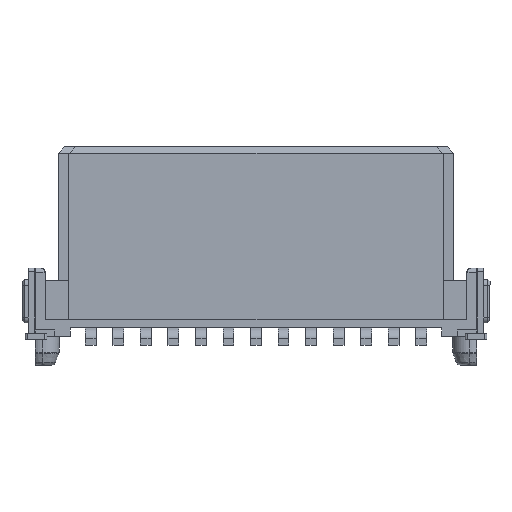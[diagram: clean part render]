
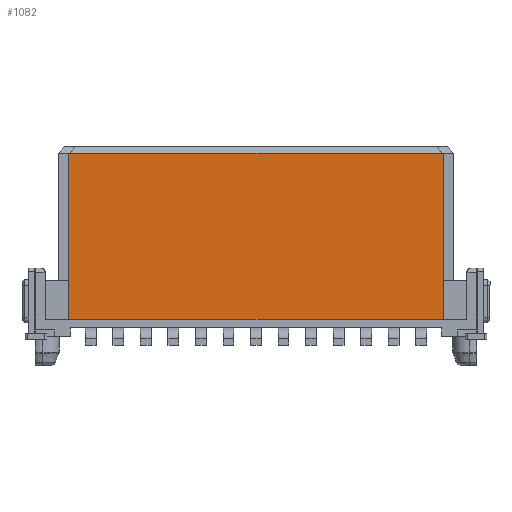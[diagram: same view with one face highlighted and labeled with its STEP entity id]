
A CAD part, front view. The second image highlights one B-rep face of the part: STEP entity #1082.
In plain terms, the highlighted planar face has unit normal (0, -1, 0).
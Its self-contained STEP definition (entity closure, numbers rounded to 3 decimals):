
#1055=AXIS2_PLACEMENT_3D('Plane Axis2P3D',#1052,#1053,#1054) ;
#49=CARTESIAN_POINT('Vertex',(2.165,2.175,9.777)) ;
#52=CARTESIAN_POINT('Line Origine',(10.795,2.175,9.777)) ;
#56=CARTESIAN_POINT('Vertex',(19.425,2.175,9.777)) ;
#1052=CARTESIAN_POINT('Axis2P3D Location',(19.525,2.175,2.027)) ;
#1057=CARTESIAN_POINT('Line Origine',(10.795,2.175,2.127)) ;
#1061=CARTESIAN_POINT('Vertex',(2.165,2.175,2.127)) ;
#1063=CARTESIAN_POINT('Vertex',(19.425,2.175,2.127)) ;
#1066=CARTESIAN_POINT('Line Origine',(19.425,2.175,5.952)) ;
#1071=CARTESIAN_POINT('Line Origine',(2.165,2.175,5.952)) ;
#53=DIRECTION('Vector Direction',(-1.,0.,0.)) ;
#1053=DIRECTION('Axis2P3D Direction',(0.,-1.,0.)) ;
#1054=DIRECTION('Axis2P3D XDirection',(0.,0.,1.)) ;
#1058=DIRECTION('Vector Direction',(1.,0.,0.)) ;
#1067=DIRECTION('Vector Direction',(0.,0.,1.)) ;
#1072=DIRECTION('Vector Direction',(0.,0.,-1.)) ;
#54=VECTOR('Line Direction',#53,1.) ;
#1059=VECTOR('Line Direction',#1058,1.) ;
#1068=VECTOR('Line Direction',#1067,1.) ;
#1073=VECTOR('Line Direction',#1072,1.) ;
#1077=ORIENTED_EDGE('',*,*,#1065,.T.) ;
#1078=ORIENTED_EDGE('',*,*,#1070,.T.) ;
#1079=ORIENTED_EDGE('',*,*,#58,.T.) ;
#1080=ORIENTED_EDGE('',*,*,#1075,.T.) ;
#1082=ADVANCED_FACE('Hauptk\X2\00F6\X0\rper',(#1081),#1056,.T.) ;
#58=EDGE_CURVE('',#57,#50,#55,.T.) ;
#1065=EDGE_CURVE('',#1062,#1064,#1060,.T.) ;
#1070=EDGE_CURVE('',#1064,#57,#1069,.T.) ;
#1075=EDGE_CURVE('',#50,#1062,#1074,.T.) ;
#1076=EDGE_LOOP('',(#1077,#1078,#1079,#1080)) ;
#1081=FACE_OUTER_BOUND('',#1076,.T.) ;
#55=LINE('Line',#52,#54) ;
#1060=LINE('Line',#1057,#1059) ;
#1069=LINE('Line',#1066,#1068) ;
#1074=LINE('Line',#1071,#1073) ;
#1056=PLANE('',#1055) ;
#50=VERTEX_POINT('',#49) ;
#57=VERTEX_POINT('',#56) ;
#1062=VERTEX_POINT('',#1061) ;
#1064=VERTEX_POINT('',#1063) ;
